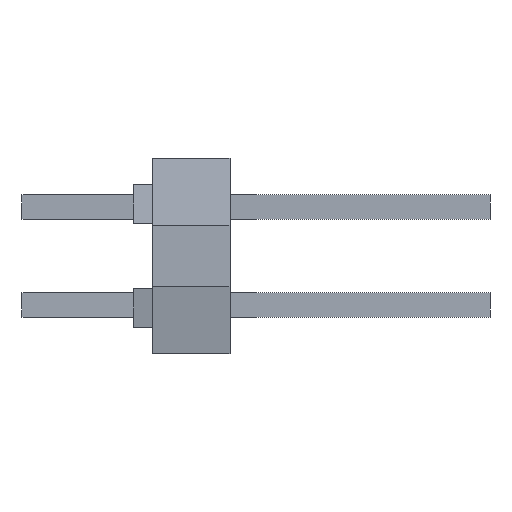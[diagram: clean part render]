
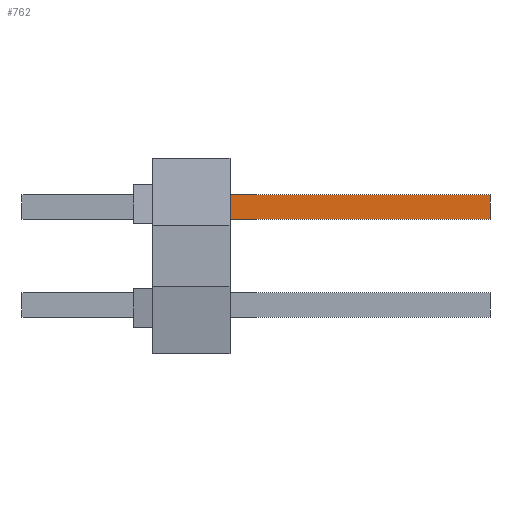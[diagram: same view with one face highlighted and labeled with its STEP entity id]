
A CAD part, left-side view. The second image highlights one B-rep face of the part: STEP entity #762.
In plain terms, the highlighted planar face has unit normal (-1, 0, 0).
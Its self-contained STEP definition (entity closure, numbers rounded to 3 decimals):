
#762=ADVANCED_FACE('',(#1423),#1424,.F.);
#1423=FACE_OUTER_BOUND('',#2055,.T.);
#1424=PLANE('',#2056);
#2055=EDGE_LOOP('',(#4247,#4248,#4249,#4250));
#2056=AXIS2_PLACEMENT_3D('',#4251,#4252,#4253);
#4247=ORIENTED_EDGE('',*,*,#5045,.F.);
#4248=ORIENTED_EDGE('',*,*,#5046,.F.);
#4249=ORIENTED_EDGE('',*,*,#5047,.F.);
#4250=ORIENTED_EDGE('',*,*,#4468,.T.);
#4251=CARTESIAN_POINT('',(-6.668,0.0,0.0));
#4252=DIRECTION('',(1.0,0.0,0.0));
#4253=DIRECTION('',(0.0,1.0,-0.0));
#4468=EDGE_CURVE('',#5233,#5238,#5240,.T.);
#5045=EDGE_CURVE('',#6179,#5238,#6180,.T.);
#5046=EDGE_CURVE('',#6181,#6179,#6182,.T.);
#5047=EDGE_CURVE('',#5233,#6181,#6183,.T.);
#5233=VERTEX_POINT('',#6461);
#5238=VERTEX_POINT('',#6468);
#5240=LINE('',#6471,#6472);
#6179=VERTEX_POINT('',#7987);
#6180=LINE('',#7988,#7989);
#6181=VERTEX_POINT('',#7990);
#6182=LINE('',#7991,#7992);
#6183=LINE('',#7993,#7994);
#6461=CARTESIAN_POINT('',(-6.668,-1.0,1.588));
#6468=CARTESIAN_POINT('',(-6.668,-1.0,0.953));
#6471=CARTESIAN_POINT('',(-6.668,-1.0,1.588));
#6472=VECTOR('',#8148,0.635);
#7987=CARTESIAN_POINT('',(-6.668,-7.75,0.953));
#7988=CARTESIAN_POINT('',(-6.668,-7.75,0.953));
#7989=VECTOR('',#8725,6.75);
#7990=CARTESIAN_POINT('',(-6.668,-7.75,1.588));
#7991=CARTESIAN_POINT('',(-6.668,-7.75,1.588));
#7992=VECTOR('',#8726,0.635);
#7993=CARTESIAN_POINT('',(-6.668,-1.0,1.588));
#7994=VECTOR('',#8727,6.75);
#8148=DIRECTION('',(0.0,0.0,-1.0));
#8725=DIRECTION('',(0.0,1.0,0.0));
#8726=DIRECTION('',(0.0,0.0,-1.0));
#8727=DIRECTION('',(0.0,-1.0,0.0));
